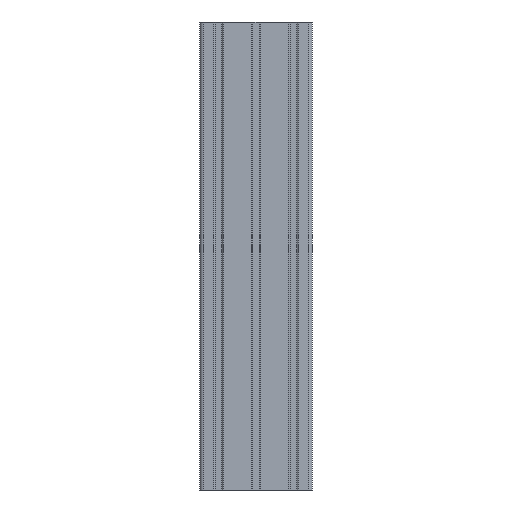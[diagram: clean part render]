
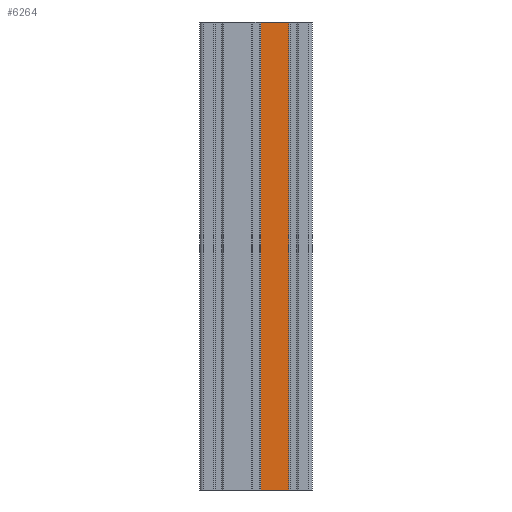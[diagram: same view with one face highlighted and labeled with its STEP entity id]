
A CAD part, front view. The second image highlights one B-rep face of the part: STEP entity #6264.
In plain terms, the highlighted planar face has unit normal (0, -1, 0).
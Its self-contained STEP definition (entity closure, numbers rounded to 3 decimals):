
#735=FACE_OUTER_BOUND('',#1052,.T.);
#1052=EDGE_LOOP('',(#4891,#4892,#4893,#4894));
#1609=LINE('',#10262,#2236);
#1610=LINE('',#10266,#2237);
#1611=LINE('',#10268,#2238);
#1612=LINE('',#10269,#2239);
#2236=VECTOR('',#8364,10.);
#2237=VECTOR('',#8369,10.);
#2238=VECTOR('',#8370,10.);
#2239=VECTOR('',#8371,10.);
#2866=VERTEX_POINT('',#10259);
#2867=VERTEX_POINT('',#10261);
#2868=VERTEX_POINT('',#10265);
#2869=VERTEX_POINT('',#10267);
#3720=EDGE_CURVE('',#2867,#2866,#1609,.T.);
#3722=EDGE_CURVE('',#2866,#2868,#1610,.T.);
#3723=EDGE_CURVE('',#2869,#2868,#1611,.T.);
#3724=EDGE_CURVE('',#2867,#2869,#1612,.T.);
#4891=ORIENTED_EDGE('',*,*,#3722,.T.);
#4892=ORIENTED_EDGE('',*,*,#3723,.F.);
#4893=ORIENTED_EDGE('',*,*,#3724,.F.);
#4894=ORIENTED_EDGE('',*,*,#3720,.T.);
#5992=PLANE('',#6829);
#6264=ADVANCED_FACE('',(#735),#5992,.T.);
#6829=AXIS2_PLACEMENT_3D('',#10264,#8367,#8368);
#8364=DIRECTION('',(0.,0.,1.));
#8367=DIRECTION('center_axis',(0.,-1.,0.));
#8368=DIRECTION('ref_axis',(1.,0.,0.));
#8369=DIRECTION('',(-1.,0.,0.));
#8370=DIRECTION('',(0.,0.,1.));
#8371=DIRECTION('',(-1.,0.,0.));
#10259=CARTESIAN_POINT('',(75.,-12.25,500.));
#10261=CARTESIAN_POINT('',(75.,-12.25,0.));
#10262=CARTESIAN_POINT('',(75.,-12.25,0.));
#10264=CARTESIAN_POINT('Origin',(45.,-12.25,0.));
#10265=CARTESIAN_POINT('',(45.,-12.25,500.));
#10266=CARTESIAN_POINT('',(42.5,-12.25,500.));
#10267=CARTESIAN_POINT('',(45.,-12.25,0.));
#10268=CARTESIAN_POINT('',(45.,-12.25,0.));
#10269=CARTESIAN_POINT('',(42.5,-12.25,0.));
